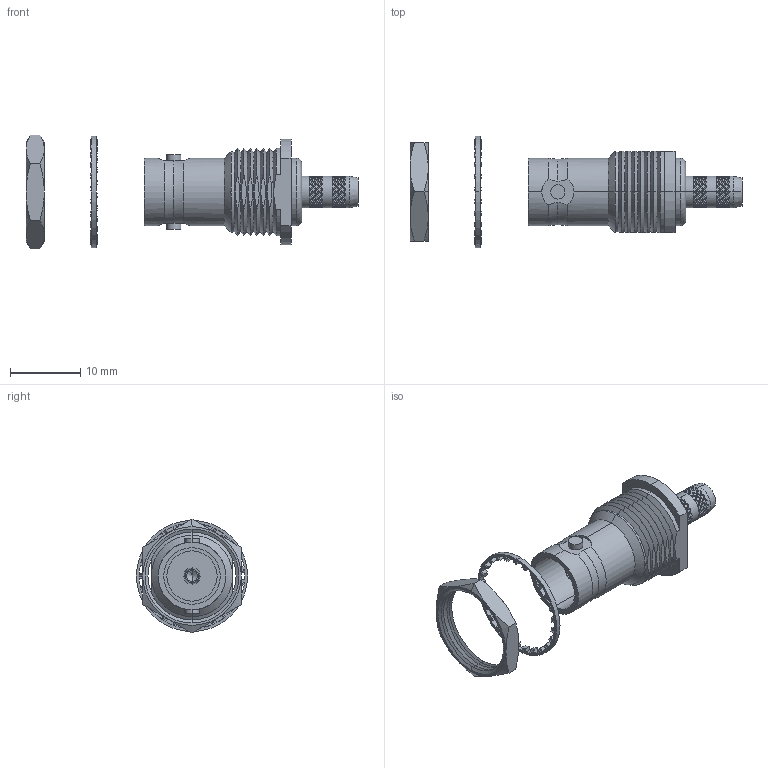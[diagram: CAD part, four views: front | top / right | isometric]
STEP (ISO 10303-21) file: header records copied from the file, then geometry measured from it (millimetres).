
FILE_DESCRIPTION (( 'STEP AP214' ), '1' );
FILE_NAME ('V7C00015.STEP', '2018-10-26T17:41:34', ( '' ), ( '' ), 'SwSTEP 2.0', 'SolidWorks 2017', '' );
FILE_SCHEMA (( 'AUTOMOTIVE_DESIGN' ));
Length unit declared in the file: inch
Products named in the file (4): V7C00015-MA2; V7C00015-MA1; V7C00015-MA3; V7C00015
Assembly tree (3 placements, depth 2):
  V7C00015
    V7C00015-MA1
    V7C00015-MA3
    V7C00015-MA2
Bounding box: 47.14 x 15.8 x 16.17 mm (x, y, z)
Volume: 1734.5 mm3; surface area: 2197.5 mm2
Topology: 3 solids, 3 shells, 1362 faces, 3120 edges, 1770 vertices
Faces by surface type: bspline 720, plane 388, cylinder 178, cone 70, torus 6
Entity records: 44882 total; most frequent: CARTESIAN_POINT 21503, ORIENTED_EDGE 6236, EDGE_CURVE 3118, DIRECTION 2747, VERTEX_POINT 1770, EDGE_LOOP 1374, FACE_OUTER_BOUND 1362, ADVANCED_FACE 1362
